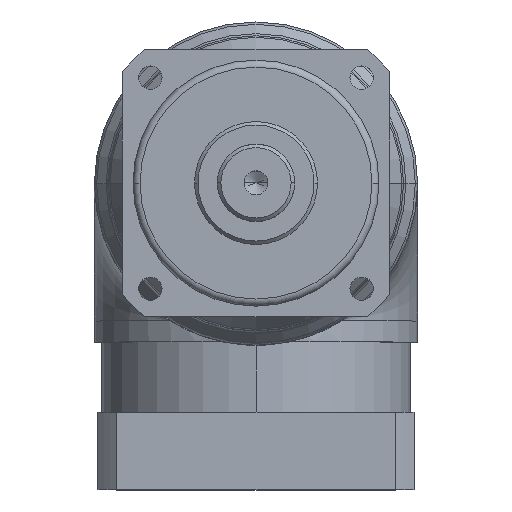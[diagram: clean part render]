
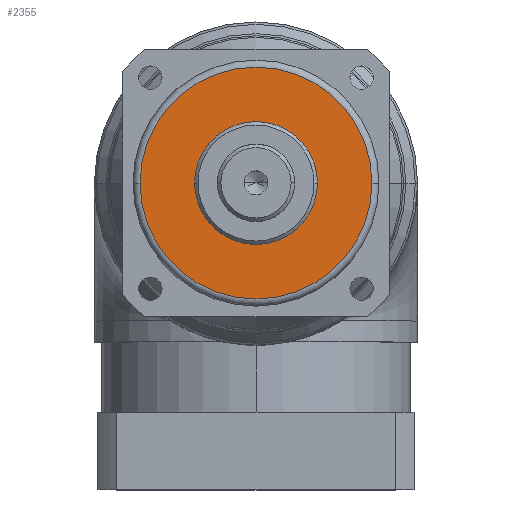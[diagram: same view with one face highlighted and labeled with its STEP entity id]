
A CAD part, top view. The second image highlights one B-rep face of the part: STEP entity #2355.
In plain terms, the highlighted planar face has unit normal (0, 0, 1).
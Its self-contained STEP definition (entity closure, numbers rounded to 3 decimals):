
#45 = VERTEX_POINT ( 'NONE', #2695 ) ;
#193 = DIRECTION ( 'NONE',  ( 1., 0., 0. ) ) ;
#280 = DIRECTION ( 'NONE',  ( 0., 0., 1. ) ) ;
#336 = CARTESIAN_POINT ( 'NONE',  ( 33., 0., 109. ) ) ;
#350 = EDGE_CURVE ( 'NONE', #45, #1313, #1517, .T. ) ;
#451 = CARTESIAN_POINT ( 'NONE',  ( 0., 0., 109. ) ) ;
#490 = CARTESIAN_POINT ( 'NONE',  ( 0., 0., 109. ) ) ;
#513 = DIRECTION ( 'NONE',  ( 0., 0., 1. ) ) ;
#565 = CARTESIAN_POINT ( 'NONE',  ( 17.5, 0., 109. ) ) ;
#697 = EDGE_CURVE ( 'NONE', #2598, #2155, #1682, .T. ) ;
#734 = AXIS2_PLACEMENT_3D ( 'NONE', #2621, #513, #2381 ) ;
#819 = EDGE_CURVE ( 'NONE', #1313, #45, #3382, .T. ) ;
#925 = ORIENTED_EDGE ( 'NONE', *, *, #697, .T. ) ;
#1169 = AXIS2_PLACEMENT_3D ( 'NONE', #1609, #280, #1876 ) ;
#1190 = ORIENTED_EDGE ( 'NONE', *, *, #350, .F. ) ;
#1303 = FACE_OUTER_BOUND ( 'NONE', #3166, .T. ) ;
#1307 = PLANE ( 'NONE',  #2483 ) ;
#1313 = VERTEX_POINT ( 'NONE', #565 ) ;
#1517 = CIRCLE ( 'NONE', #1169, 17.5 ) ;
#1546 = CARTESIAN_POINT ( 'NONE',  ( 0., 0., 109. ) ) ;
#1574 = DIRECTION ( 'NONE',  ( 0., 0., 1. ) ) ;
#1609 = CARTESIAN_POINT ( 'NONE',  ( 0., 0., 109. ) ) ;
#1682 = CIRCLE ( 'NONE', #734, 33. ) ;
#1763 = EDGE_CURVE ( 'NONE', #2155, #2598, #2256, .T. ) ;
#1818 = DIRECTION ( 'NONE',  ( 1., 0., 0. ) ) ;
#1876 = DIRECTION ( 'NONE',  ( 1., 0., 0. ) ) ;
#2155 = VERTEX_POINT ( 'NONE', #336 ) ;
#2219 = CARTESIAN_POINT ( 'NONE',  ( -33., 0., 109. ) ) ;
#2240 = AXIS2_PLACEMENT_3D ( 'NONE', #451, #2327, #193 ) ;
#2256 = CIRCLE ( 'NONE', #2392, 33. ) ;
#2327 = DIRECTION ( 'NONE',  ( 0., 0., 1. ) ) ;
#2355 = ADVANCED_FACE ( 'NONE', ( #1303, #2541 ), #1307, .T. ) ;
#2381 = DIRECTION ( 'NONE',  ( 1., 0., 0. ) ) ;
#2392 = AXIS2_PLACEMENT_3D ( 'NONE', #1546, #3412, #1818 ) ;
#2483 = AXIS2_PLACEMENT_3D ( 'NONE', #490, #1574, #3432 ) ;
#2541 = FACE_BOUND ( 'NONE', #2956, .T. ) ;
#2598 = VERTEX_POINT ( 'NONE', #2219 ) ;
#2611 = ORIENTED_EDGE ( 'NONE', *, *, #1763, .T. ) ;
#2621 = CARTESIAN_POINT ( 'NONE',  ( 0., 0., 109. ) ) ;
#2695 = CARTESIAN_POINT ( 'NONE',  ( -17.5, 0., 109. ) ) ;
#2956 = EDGE_LOOP ( 'NONE', ( #3206, #1190 ) ) ;
#3166 = EDGE_LOOP ( 'NONE', ( #2611, #925 ) ) ;
#3206 = ORIENTED_EDGE ( 'NONE', *, *, #819, .F. ) ;
#3382 = CIRCLE ( 'NONE', #2240, 17.5 ) ;
#3412 = DIRECTION ( 'NONE',  ( 0., 0., 1. ) ) ;
#3432 = DIRECTION ( 'NONE',  ( 1., 0., 0. ) ) ;
